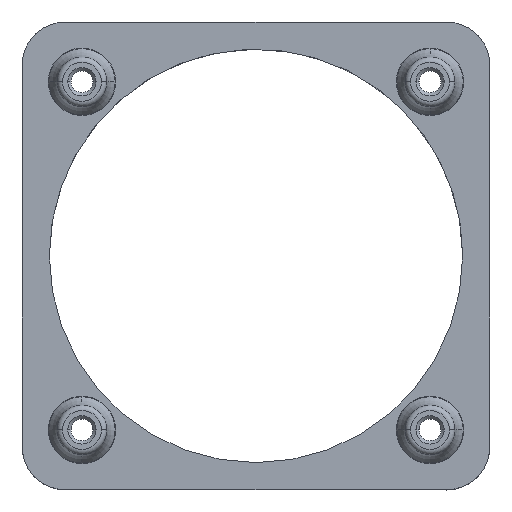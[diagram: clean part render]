
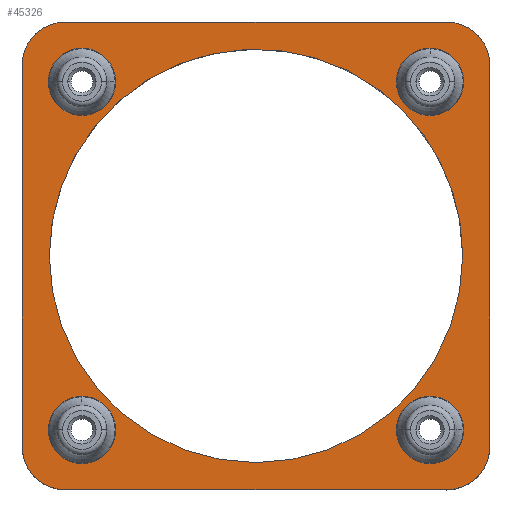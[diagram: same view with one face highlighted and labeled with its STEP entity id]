
A CAD part, top view. The second image highlights one B-rep face of the part: STEP entity #45326.
In plain terms, the highlighted planar face has unit normal (0, 0, 1).
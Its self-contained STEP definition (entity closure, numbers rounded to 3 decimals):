
#415=CARTESIAN_POINT('',(19.,0.,5.25));
#416=VERTEX_POINT('',#415);
#432=CARTESIAN_POINT('',(-19.,0.,5.25));
#433=VERTEX_POINT('',#432);
#440=CARTESIAN_POINT('',(0.,0.,5.25));
#441=DIRECTION('',(0.0,0.0,-1.0));
#442=DIRECTION('',(1.0,0.0,0.0));
#443=AXIS2_PLACEMENT_3D('',#440,#441,#442);
#444=CIRCLE('',#443,19.0);
#445=EDGE_CURVE('',#416,#433,#444,.T.);
#455=CARTESIAN_POINT('',(-13.75,-16.,5.25));
#456=VERTEX_POINT('',#455);
#465=CARTESIAN_POINT('',(-18.25,-16.,5.25));
#466=VERTEX_POINT('',#465);
#467=CARTESIAN_POINT('',(-16.,-16.,5.25));
#468=DIRECTION('',(0.0,0.0,-1.0));
#469=DIRECTION('',(1.0,0.0,0.0));
#470=AXIS2_PLACEMENT_3D('',#467,#468,#469);
#471=CIRCLE('',#470,2.25);
#472=EDGE_CURVE('',#466,#456,#471,.T.);
#497=CARTESIAN_POINT('',(18.25,16.,5.25));
#498=VERTEX_POINT('',#497);
#507=CARTESIAN_POINT('',(13.75,16.,5.25));
#508=VERTEX_POINT('',#507);
#509=CARTESIAN_POINT('',(16.0,16.,5.25));
#510=DIRECTION('',(0.0,0.0,-1.0));
#511=DIRECTION('',(1.0,0.0,0.0));
#512=AXIS2_PLACEMENT_3D('',#509,#510,#511);
#513=CIRCLE('',#512,2.25);
#514=EDGE_CURVE('',#508,#498,#513,.T.);
#539=CARTESIAN_POINT('',(-13.75,16.,5.25));
#540=VERTEX_POINT('',#539);
#549=CARTESIAN_POINT('',(-18.25,16.,5.25));
#550=VERTEX_POINT('',#549);
#551=CARTESIAN_POINT('',(-16.0,16.,5.25));
#552=DIRECTION('',(0.0,0.0,-1.0));
#553=DIRECTION('',(1.0,0.0,0.0));
#554=AXIS2_PLACEMENT_3D('',#551,#552,#553);
#555=CIRCLE('',#554,2.25);
#556=EDGE_CURVE('',#550,#540,#555,.T.);
#581=CARTESIAN_POINT('',(18.25,-16.,5.25));
#582=VERTEX_POINT('',#581);
#591=CARTESIAN_POINT('',(13.75,-16.,5.25));
#592=VERTEX_POINT('',#591);
#593=CARTESIAN_POINT('',(16.,-16.,5.25));
#594=DIRECTION('',(0.0,0.0,-1.0));
#595=DIRECTION('',(1.0,0.0,0.0));
#596=AXIS2_PLACEMENT_3D('',#593,#594,#595);
#597=CIRCLE('',#596,2.25);
#598=EDGE_CURVE('',#592,#582,#597,.T.);
#44548=CARTESIAN_POINT('',(16.,-16.,5.25));
#44549=DIRECTION('',(0.0,0.0,-1.0));
#44550=DIRECTION('',(1.0,0.0,0.0));
#44551=AXIS2_PLACEMENT_3D('',#44548,#44549,#44550);
#44552=CIRCLE('',#44551,2.25);
#44553=EDGE_CURVE('',#582,#592,#44552,.T.);
#44566=CARTESIAN_POINT('',(-16.0,16.,5.25));
#44567=DIRECTION('',(0.0,0.0,-1.0));
#44568=DIRECTION('',(1.0,0.0,0.0));
#44569=AXIS2_PLACEMENT_3D('',#44566,#44567,#44568);
#44570=CIRCLE('',#44569,2.25);
#44571=EDGE_CURVE('',#540,#550,#44570,.T.);
#44584=CARTESIAN_POINT('',(16.0,16.,5.25));
#44585=DIRECTION('',(0.0,0.0,-1.0));
#44586=DIRECTION('',(1.0,0.0,0.0));
#44587=AXIS2_PLACEMENT_3D('',#44584,#44585,#44586);
#44588=CIRCLE('',#44587,2.25);
#44589=EDGE_CURVE('',#498,#508,#44588,.T.);
#44602=CARTESIAN_POINT('',(-16.,-16.,5.25));
#44603=DIRECTION('',(0.0,0.0,-1.0));
#44604=DIRECTION('',(1.0,0.0,0.0));
#44605=AXIS2_PLACEMENT_3D('',#44602,#44603,#44604);
#44606=CIRCLE('',#44605,2.25);
#44607=EDGE_CURVE('',#456,#466,#44606,.T.);
#44822=CARTESIAN_POINT('',(21.5,17.5,5.25));
#44823=VERTEX_POINT('',#44822);
#44830=CARTESIAN_POINT('',(21.5,-17.5,5.25));
#44831=VERTEX_POINT('',#44830);
#44832=CARTESIAN_POINT('',(21.5,17.5,5.25));
#44833=DIRECTION('',(0.0,-1.0,0.0));
#44834=VECTOR('',#44833,35.0);
#44835=LINE('',#44832,#44834);
#44836=EDGE_CURVE('',#44823,#44831,#44835,.T.);
#44948=CARTESIAN_POINT('',(17.5,-21.5,5.25));
#44949=VERTEX_POINT('',#44948);
#44956=CARTESIAN_POINT('',(-17.5,-21.5,5.25));
#44957=VERTEX_POINT('',#44956);
#44958=CARTESIAN_POINT('',(17.5,-21.5,5.25));
#44959=DIRECTION('',(-1.0,0.0,0.0));
#44960=VECTOR('',#44959,35.0);
#44961=LINE('',#44958,#44960);
#44962=EDGE_CURVE('',#44949,#44957,#44961,.T.);
#44981=CARTESIAN_POINT('',(-21.5,-17.5,5.25));
#44982=VERTEX_POINT('',#44981);
#44989=CARTESIAN_POINT('',(-21.5,17.5,5.25));
#44990=VERTEX_POINT('',#44989);
#44991=CARTESIAN_POINT('',(-21.5,-17.5,5.25));
#44992=DIRECTION('',(0.0,1.0,0.0));
#44993=VECTOR('',#44992,35.0);
#44994=LINE('',#44991,#44993);
#44995=EDGE_CURVE('',#44982,#44990,#44994,.T.);
#45092=CARTESIAN_POINT('',(-17.5,21.5,5.25));
#45093=VERTEX_POINT('',#45092);
#45100=CARTESIAN_POINT('',(17.5,21.5,5.25));
#45101=VERTEX_POINT('',#45100);
#45102=CARTESIAN_POINT('',(-17.5,21.5,5.25));
#45103=DIRECTION('',(1.0,0.0,0.0));
#45104=VECTOR('',#45103,35.0);
#45105=LINE('',#45102,#45104);
#45106=EDGE_CURVE('',#45093,#45101,#45105,.T.);
#45123=CARTESIAN_POINT('',(13.556,13.313,5.25));
#45124=VERTEX_POINT('',#45123);
#45125=CARTESIAN_POINT('',(0.,0.,5.25));
#45126=DIRECTION('',(0.0,0.0,-1.0));
#45127=DIRECTION('',(1.0,0.0,0.0));
#45128=AXIS2_PLACEMENT_3D('',#45125,#45126,#45127);
#45129=CIRCLE('',#45128,19.0);
#45130=EDGE_CURVE('',#45124,#416,#45129,.T.);
#45132=CARTESIAN_POINT('',(0.,0.,5.25));
#45133=DIRECTION('',(0.0,0.0,-1.0));
#45134=DIRECTION('',(1.0,0.0,0.0));
#45135=AXIS2_PLACEMENT_3D('',#45132,#45133,#45134);
#45136=CIRCLE('',#45135,19.0);
#45137=EDGE_CURVE('',#433,#45124,#45136,.T.);
#45224=CARTESIAN_POINT('',(-17.5,-17.5,5.25));
#45225=DIRECTION('',(0.0,0.0,-1.0));
#45226=DIRECTION('',(1.0,0.0,0.0));
#45227=AXIS2_PLACEMENT_3D('',#45224,#45225,#45226);
#45228=CIRCLE('',#45227,4.0);
#45229=EDGE_CURVE('',#44957,#44982,#45228,.T.);
#45242=CARTESIAN_POINT('',(-17.5,17.5,5.25));
#45243=DIRECTION('',(0.0,0.0,-1.0));
#45244=DIRECTION('',(1.0,0.0,0.0));
#45245=AXIS2_PLACEMENT_3D('',#45242,#45243,#45244);
#45246=CIRCLE('',#45245,4.0);
#45247=EDGE_CURVE('',#44990,#45093,#45246,.T.);
#45260=CARTESIAN_POINT('',(17.5,17.5,5.25));
#45261=DIRECTION('',(0.0,0.0,-1.0));
#45262=DIRECTION('',(1.0,0.0,0.0));
#45263=AXIS2_PLACEMENT_3D('',#45260,#45261,#45262);
#45264=CIRCLE('',#45263,4.0);
#45265=EDGE_CURVE('',#45101,#44823,#45264,.T.);
#45278=CARTESIAN_POINT('',(17.5,-17.5,5.25));
#45279=DIRECTION('',(0.0,0.0,-1.0));
#45280=DIRECTION('',(1.0,0.0,0.0));
#45281=AXIS2_PLACEMENT_3D('',#45278,#45279,#45280);
#45282=CIRCLE('',#45281,4.0);
#45283=EDGE_CURVE('',#44831,#44949,#45282,.T.);
#45290=CARTESIAN_POINT('',(0.,0.,5.25));
#45291=DIRECTION('',(0.0,0.0,1.0));
#45292=DIRECTION('',(1.0,0.0,0.0));
#45293=AXIS2_PLACEMENT_3D('',#45290,#45291,#45292);
#45294=PLANE('',#45293);
#45295=ORIENTED_EDGE('',*,*,#45229,.F.);
#45296=ORIENTED_EDGE('',*,*,#44962,.F.);
#45297=ORIENTED_EDGE('',*,*,#45283,.F.);
#45298=ORIENTED_EDGE('',*,*,#44836,.F.);
#45299=ORIENTED_EDGE('',*,*,#45265,.F.);
#45300=ORIENTED_EDGE('',*,*,#45106,.F.);
#45301=ORIENTED_EDGE('',*,*,#45247,.F.);
#45302=ORIENTED_EDGE('',*,*,#44995,.F.);
#45303=EDGE_LOOP('',(#45295,#45296,#45297,#45298,#45299,#45300,#45301,#45302));
#45304=FACE_OUTER_BOUND('',#45303,.T.);
#45305=ORIENTED_EDGE('',*,*,#44553,.T.);
#45306=ORIENTED_EDGE('',*,*,#598,.T.);
#45307=EDGE_LOOP('',(#45305,#45306));
#45308=FACE_BOUND('',#45307,.T.);
#45309=ORIENTED_EDGE('',*,*,#44571,.T.);
#45310=ORIENTED_EDGE('',*,*,#556,.T.);
#45311=EDGE_LOOP('',(#45309,#45310));
#45312=FACE_BOUND('',#45311,.T.);
#45313=ORIENTED_EDGE('',*,*,#44589,.T.);
#45314=ORIENTED_EDGE('',*,*,#514,.T.);
#45315=EDGE_LOOP('',(#45313,#45314));
#45316=FACE_BOUND('',#45315,.T.);
#45317=ORIENTED_EDGE('',*,*,#44607,.T.);
#45318=ORIENTED_EDGE('',*,*,#472,.T.);
#45319=EDGE_LOOP('',(#45317,#45318));
#45320=FACE_BOUND('',#45319,.T.);
#45321=ORIENTED_EDGE('',*,*,#45130,.T.);
#45322=ORIENTED_EDGE('',*,*,#445,.T.);
#45323=ORIENTED_EDGE('',*,*,#45137,.T.);
#45324=EDGE_LOOP('',(#45321,#45322,#45323));
#45325=FACE_BOUND('',#45324,.T.);
#45326=ADVANCED_FACE('',(#45304,#45308,#45312,#45316,#45320,#45325),#45294,.T.);
